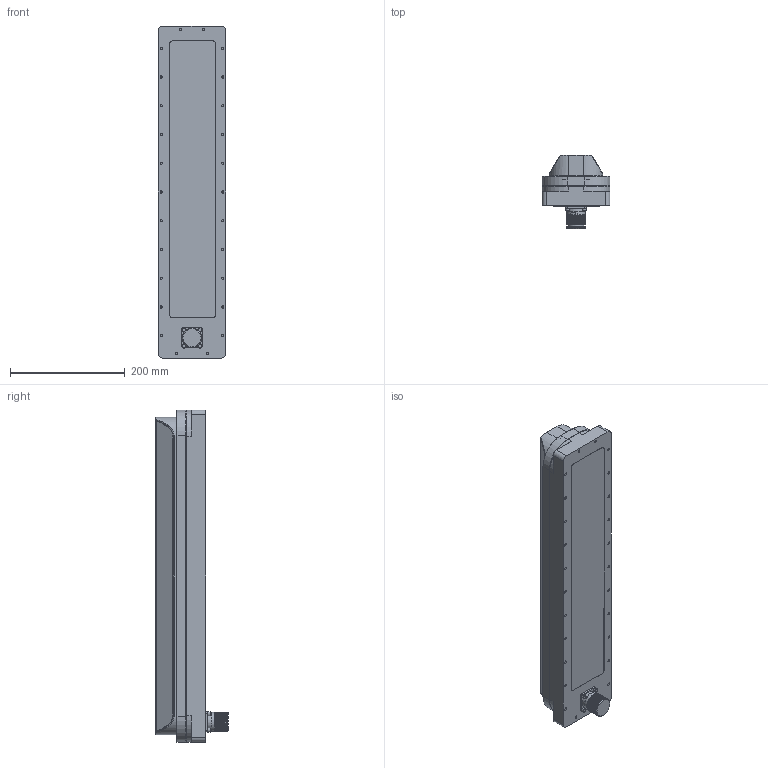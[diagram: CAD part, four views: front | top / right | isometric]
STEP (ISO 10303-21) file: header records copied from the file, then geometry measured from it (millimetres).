
FILE_DESCRIPTION(/* description */ (''),/* implementation_level */ '2;1');
FILE_NAME(/* name */ '8350-003-01-B1a - Vigilant Projector Solid.stp',/* time_stamp */ '2021-10-01T10:59:25+01:00',/* author */ ('gbm'),/* organization */ (''),/* preprocessor_version */ 'ST-DEVELOPER v18.1',/* originating_system */ 'Autodesk Inventor 2022',/* authorisation */ '');
FILE_SCHEMA (('AUTOMOTIVE_DESIGN { 1 0 10303 214 3 1 1 }'));
Length unit declared in the file: millimetre
Products named in the file (1): 8350-003-01-B1a - Vigilant Projector Solid
Bounding box: 118 x 126.42 x 577.5 mm (x, y, z)
Volume: 5068951.9 mm3; surface area: 596876.5 mm2
Topology: 39 solids, 40 shells, 434 faces, 918 edges, 607 vertices
Faces by surface type: plane 179, cylinder 139, cone 52, torus 38, bspline 26
Full cylindrical faces by diameter (mm): 4 x4, 5 x26, 7 x4, 8.5 x26, 17.45 x1, 19.685 x1, 22.174 x2, 24.765 x2, 24.917 x5, 28.575 x5, 29.25 x1, 30.353 x1, 31.75 x1, 33 x1, 33.4 x20
Entity records: 16715 total; most frequent: CARTESIAN_POINT 7323, DIRECTION 1996, ORIENTED_EDGE 1833, EDGE_CURVE 917, AXIS2_PLACEMENT_3D 819, VERTEX_POINT 607, EDGE_LOOP 481, FACE_OUTER_BOUND 434
